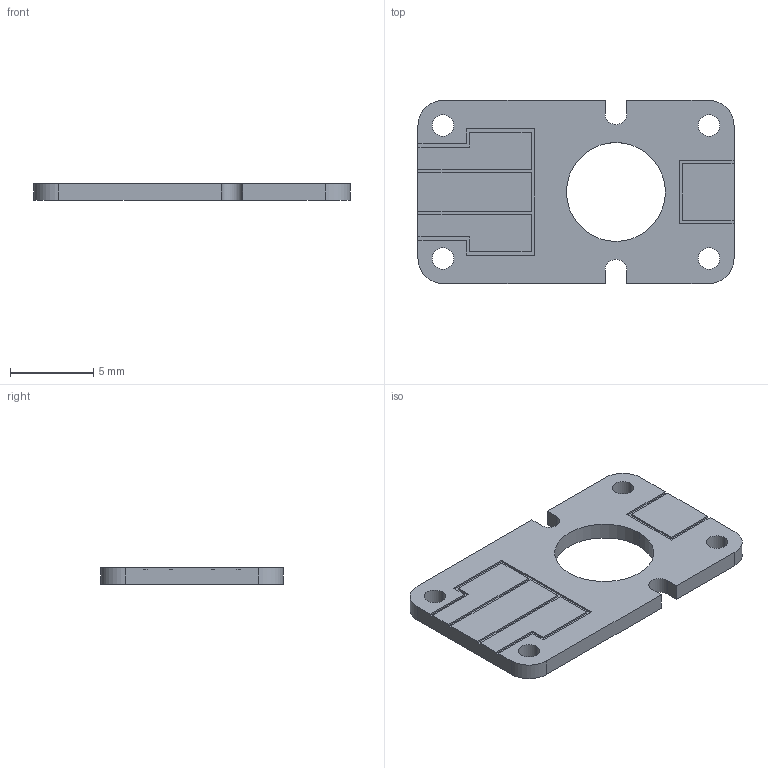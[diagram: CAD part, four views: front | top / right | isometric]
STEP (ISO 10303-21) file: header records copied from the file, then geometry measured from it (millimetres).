
FILE_DESCRIPTION (( 'STEP AP203' ), '1' );
FILE_NAME ('pcb-pot.STEP', '2020-01-17T16:44:19', ( '' ), ( '' ), 'SwSTEP 2.0', 'SolidWorks 2017', '' );
FILE_SCHEMA (( 'CONFIG_CONTROL_DESIGN' ));
Length unit declared in the file: millimetre
Products named in the file (1): pcb-pot
Bounding box: 19 x 11 x 1 mm (x, y, z)
Volume: 169.6 mm3; surface area: 447.4 mm2
Topology: 1 solids, 1 shells, 60 faces, 174 edges, 116 vertices
Faces by surface type: plane 44, cylinder 16
Entity records: 2067 total; most frequent: CARTESIAN_POINT 351, ORIENTED_EDGE 348, DIRECTION 328, EDGE_CURVE 174, LINE 142, VECTOR 142, VERTEX_POINT 116, AXIS2_PLACEMENT_3D 93
